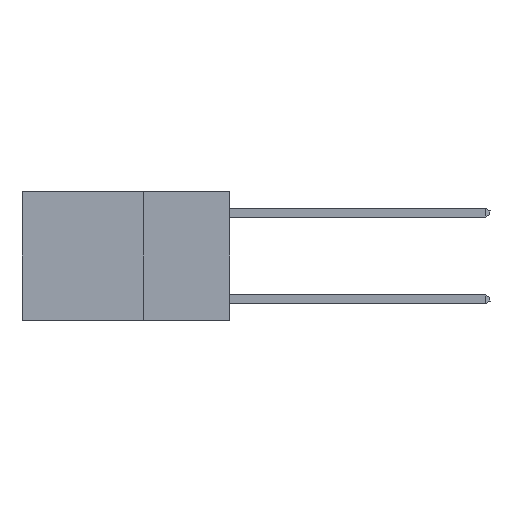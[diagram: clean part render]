
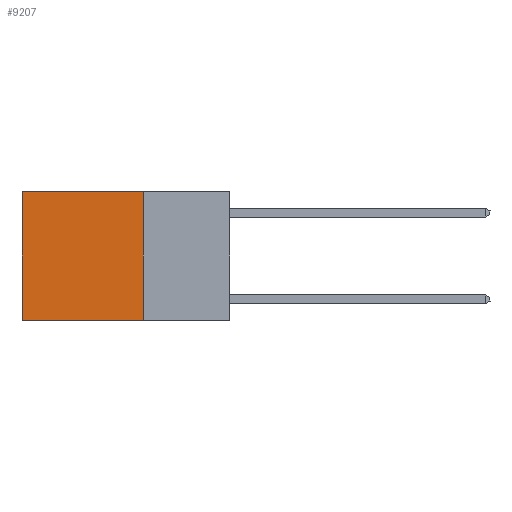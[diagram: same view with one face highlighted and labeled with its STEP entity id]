
A CAD part, left-side view. The second image highlights one B-rep face of the part: STEP entity #9207.
In plain terms, the highlighted planar face has unit normal (-1, 0, 0).
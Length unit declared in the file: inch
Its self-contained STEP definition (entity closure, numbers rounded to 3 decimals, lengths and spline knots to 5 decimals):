
#1406 = DIRECTION ( 'NONE',  ( 1., 0., 0. ) ) ;
#1699 = LINE ( 'NONE', #3229, #12893 ) ;
#1761 = EDGE_CURVE ( 'NONE', #5612, #13757, #2687, .T. ) ;
#1778 = EDGE_CURVE ( 'NONE', #5612, #15567, #1699, .T. ) ;
#2489 = CARTESIAN_POINT ( 'NONE',  ( 0.2625, 0.6, -0.37 ) ) ;
#2500 = DIRECTION ( 'NONE',  ( 0., 0., -1. ) ) ;
#2687 = LINE ( 'NONE', #10583, #15650 ) ;
#2917 = EDGE_CURVE ( 'NONE', #15567, #5430, #15864, .T. ) ;
#3229 = CARTESIAN_POINT ( 'NONE',  ( 0.2625, 0.25, 0. ) ) ;
#3382 = DIRECTION ( 'NONE',  ( 0., 1., 0. ) ) ;
#4024 = VECTOR ( 'NONE', #10883, 39.37008 ) ;
#4794 = CARTESIAN_POINT ( 'NONE',  ( 0.2625, 0.6, 0. ) ) ;
#5005 = PLANE ( 'NONE',  #7908 ) ;
#5430 = VERTEX_POINT ( 'NONE', #2489 ) ;
#5612 = VERTEX_POINT ( 'NONE', #11554 ) ;
#6135 = CARTESIAN_POINT ( 'NONE',  ( 0.2625, 0.25, 0. ) ) ;
#7421 = CARTESIAN_POINT ( 'NONE',  ( 0.2625, 0.6, 0. ) ) ;
#7496 = CARTESIAN_POINT ( 'NONE',  ( 0.2625, 0.25, -0.37 ) ) ;
#7908 = AXIS2_PLACEMENT_3D ( 'NONE', #6135, #1406, #2500 ) ;
#8677 = EDGE_LOOP ( 'NONE', ( #10909, #15966, #8767, #13190 ) ) ;
#8748 = DIRECTION ( 'NONE',  ( 0., 1., 0. ) ) ;
#8767 = ORIENTED_EDGE ( 'NONE', *, *, #1761, .F. ) ;
#9000 = EDGE_CURVE ( 'NONE', #13757, #5430, #13334, .T. ) ;
#9207 = ADVANCED_FACE ( 'NONE', ( #15573 ), #5005, .F. ) ;
#10583 = CARTESIAN_POINT ( 'NONE',  ( 0.2625, 0.25, 0. ) ) ;
#10883 = DIRECTION ( 'NONE',  ( 0., 0., -1. ) ) ;
#10909 = ORIENTED_EDGE ( 'NONE', *, *, #2917, .T. ) ;
#11554 = CARTESIAN_POINT ( 'NONE',  ( 0.2625, 0.25, 0. ) ) ;
#12893 = VECTOR ( 'NONE', #3382, 39.37008 ) ;
#12986 = CARTESIAN_POINT ( 'NONE',  ( 0.2625, 0.25, -0.37 ) ) ;
#13190 = ORIENTED_EDGE ( 'NONE', *, *, #1778, .T. ) ;
#13334 = LINE ( 'NONE', #7496, #14506 ) ;
#13757 = VERTEX_POINT ( 'NONE', #12986 ) ;
#14479 = DIRECTION ( 'NONE',  ( 0., 0., -1. ) ) ;
#14506 = VECTOR ( 'NONE', #8748, 39.37008 ) ;
#15567 = VERTEX_POINT ( 'NONE', #7421 ) ;
#15573 = FACE_OUTER_BOUND ( 'NONE', #8677, .T. ) ;
#15650 = VECTOR ( 'NONE', #14479, 39.37008 ) ;
#15864 = LINE ( 'NONE', #4794, #4024 ) ;
#15966 = ORIENTED_EDGE ( 'NONE', *, *, #9000, .F. ) ;
